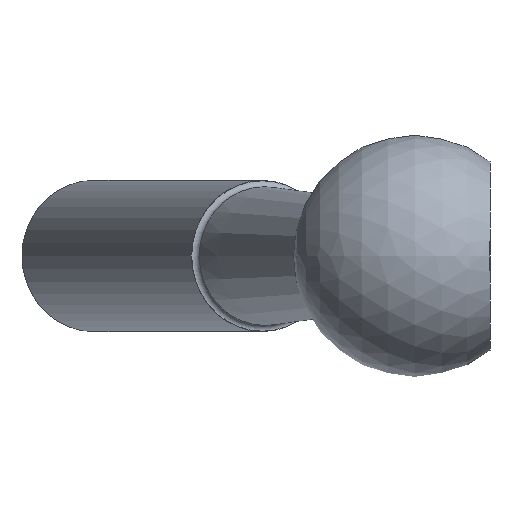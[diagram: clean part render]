
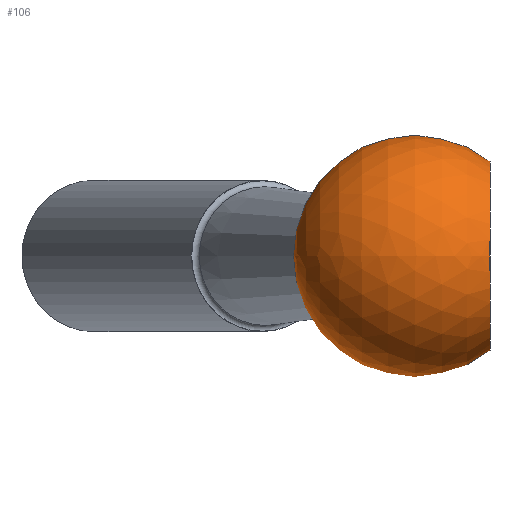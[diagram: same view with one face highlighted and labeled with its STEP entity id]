
A CAD part, left-side view. The second image highlights one B-rep face of the part: STEP entity #106.
In plain terms, the highlighted spherical face has radius 20 mm.
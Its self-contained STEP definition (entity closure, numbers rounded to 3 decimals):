
#103=SPHERICAL_SURFACE('',#195,20.);
#106=ADVANCED_FACE('',(#117,#118),#103,.T.);
#117=FACE_BOUND('',#135,.T.);
#118=FACE_BOUND('',#136,.T.);
#135=EDGE_LOOP('',(#151));
#136=EDGE_LOOP('',(#152));
#151=ORIENTED_EDGE('',*,*,#176,.F.);
#152=ORIENTED_EDGE('',*,*,#174,.F.);
#165=VERTEX_POINT('',#246);
#167=VERTEX_POINT('',#251);
#174=EDGE_CURVE('',#165,#165,#182,.T.);
#176=EDGE_CURVE('',#167,#167,#184,.T.);
#182=CIRCLE('',#191,15.612);
#184=CIRCLE('',#194,9.);
#191=AXIS2_PLACEMENT_3D('',#245,#210,#211);
#194=AXIS2_PLACEMENT_3D('',#250,#216,#217);
#195=AXIS2_PLACEMENT_3D('',#252,#218,#219);
#210=DIRECTION('',(0.,-1.,0.));
#211=DIRECTION('',(0.,0.,-1.));
#216=DIRECTION('',(0.94,0.342,0.));
#217=DIRECTION('',(-0.342,0.94,0.));
#218=DIRECTION('',(0.,-1.,0.));
#219=DIRECTION('',(-1.,0.,0.));
#245=CARTESIAN_POINT('',(120.,97.5,0.));
#246=CARTESIAN_POINT('',(120.,97.5,-15.612));
#250=CARTESIAN_POINT('',(136.783,116.109,0.));
#251=CARTESIAN_POINT('',(133.705,124.566,0.));
#252=CARTESIAN_POINT('',(120.,110.,0.));
